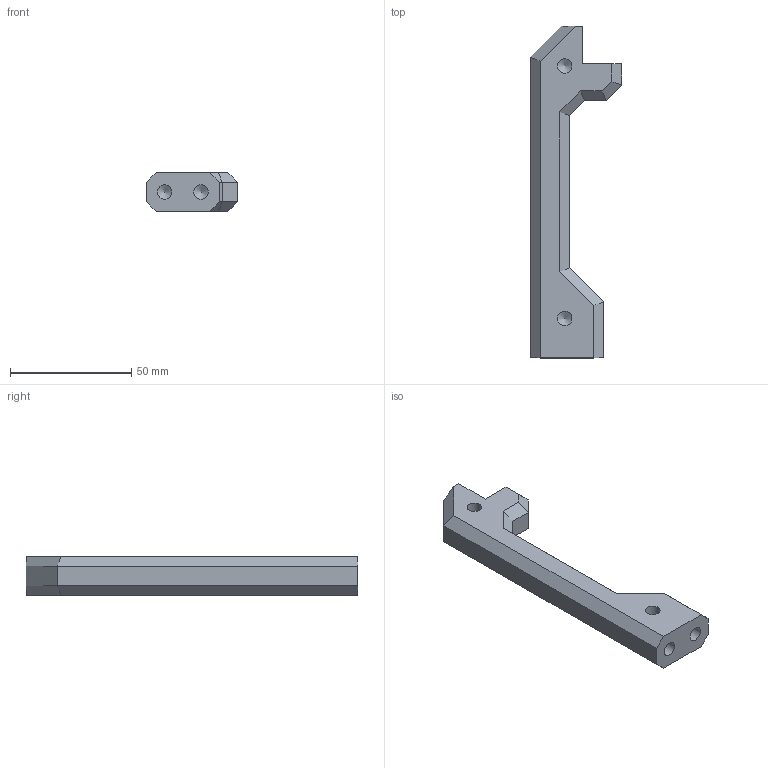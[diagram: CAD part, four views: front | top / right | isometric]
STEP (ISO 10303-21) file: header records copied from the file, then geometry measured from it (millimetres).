
FILE_DESCRIPTION(/* description */ (''),/* implementation_level */ '2;1');
FILE_NAME(/* name */ 'BR-20-rackstandleft.stp',/* time_stamp */ '2021-07-14T21:43:58+01:00',/* author */ ('hobly'),/* organization */ (''),/* preprocessor_version */ 'ST-DEVELOPER v18',/* originating_system */ 'Autodesk Inventor 2020',/* authorisation */ '');
FILE_SCHEMA (('AUTOMOTIVE_DESIGN { 1 0 10303 214 3 1 1 }'));
Length unit declared in the file: millimetre
Products named in the file (1): rackstand-v2-left
Bounding box: 37.5 x 136.67 x 16 mm (x, y, z)
Volume: 40709.1 mm3; surface area: 11277 mm2
Topology: 1 solids, 1 shells, 43 faces, 114 edges, 73 vertices
Faces by surface type: plane 33, cone 5, cylinder 5
Full cylindrical faces by diameter (mm): 6 x5
Entity records: 1332 total; most frequent: CARTESIAN_POINT 226, ORIENTED_EDGE 218, DIRECTION 217, EDGE_CURVE 109, LINE 89, VECTOR 89, VERTEX_POINT 73, AXIS2_PLACEMENT_3D 64
